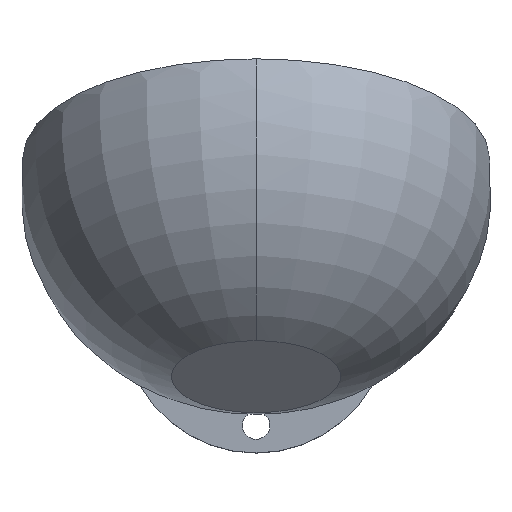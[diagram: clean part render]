
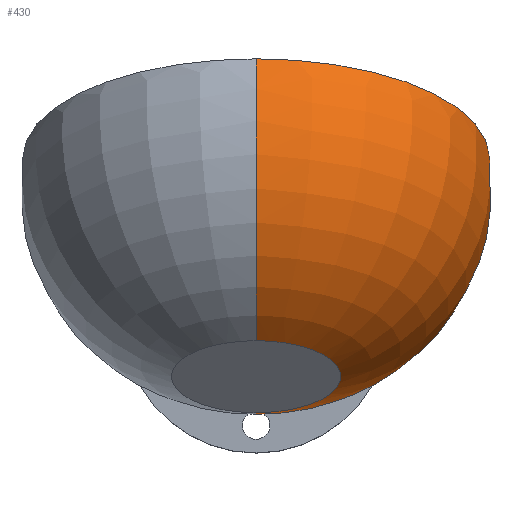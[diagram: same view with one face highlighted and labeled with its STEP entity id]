
A CAD part, top view. The second image highlights one B-rep face of the part: STEP entity #430.
In plain terms, the highlighted toroidal (fillet/blend) face has major radius 4.275 mm and minor radius 51.367 mm.
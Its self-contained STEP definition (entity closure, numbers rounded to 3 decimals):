
#6 = FACE_OUTER_BOUND ( 'NONE', #245, .T. ) ;
#22 = DIRECTION ( 'NONE',  ( 0., 0., -1. ) ) ;
#29 = DIRECTION ( 'NONE',  ( 0., 0.906, -0.423 ) ) ;
#60 = CARTESIAN_POINT ( 'NONE',  ( 11.18, 10., 350.687 ) ) ;
#76 = CARTESIAN_POINT ( 'NONE',  ( 0., 37.47, 397.91 ) ) ;
#79 = CARTESIAN_POINT ( 'NONE',  ( 15.03, -0.048, 357.122 ) ) ;
#85 = CARTESIAN_POINT ( 'NONE',  ( 10.084, -1., 356.337 ) ) ;
#88 = CARTESIAN_POINT ( 'NONE',  ( 14.767, 2.804, 355.176 ) ) ;
#112 = CARTESIAN_POINT ( 'NONE',  ( 14.967, -1., 357.802 ) ) ;
#132 = EDGE_CURVE ( 'NONE', #737, #361, #702, .T. ) ;
#148 = CARTESIAN_POINT ( 'NONE',  ( 12.503, 8.349, 351.667 ) ) ;
#154 = CARTESIAN_POINT ( 'NONE',  ( 5.095, -1., 355.497 ) ) ;
#171 = ORIENTED_EDGE ( 'NONE', *, *, #568, .F. ) ;
#184 = B_SPLINE_CURVE_WITH_KNOTS ( 'NONE', 3,
 ( #411, #340, #154, #85, #691, #286 ),
 .UNSPECIFIED., .F., .F.,
 ( 4, 2, 4 ),
 ( 0.076, 0.084, 0.091 ),
 .UNSPECIFIED. ) ;
#195 = B_SPLINE_CURVE_WITH_KNOTS ( 'NONE', 3,
 ( #754, #79, #332, #88, #554, #818, #349, #337, #405, #148, #634, #482 ),
 .UNSPECIFIED., .F., .F.,
 ( 4, 2, 2, 2, 2, 4 ),
 ( 0., 0.003, 0.007, 0.009, 0.01, 0.014 ),
 .UNSPECIFIED. ) ;
#202 = DIRECTION ( 'NONE',  ( 0., 0.423, 0.906 ) ) ;
#208 = ORIENTED_EDGE ( 'NONE', *, *, #749, .T. ) ;
#225 = ORIENTED_EDGE ( 'NONE', *, *, #740, .T. ) ;
#239 = B_SPLINE_CURVE_WITH_KNOTS ( 'NONE', 3,
 ( #60, #604, #541, #794 ),
 .UNSPECIFIED., .F., .F.,
 ( 4, 4 ),
 ( 0.041, 0.052 ),
 .UNSPECIFIED. ) ;
#245 = EDGE_LOOP ( 'NONE', ( #797, #208, #225, #343, #258, #318, #646, #171 ) ) ;
#247 = CARTESIAN_POINT ( 'NONE',  ( 0., 10., 349.47 ) ) ;
#258 = ORIENTED_EDGE ( 'NONE', *, *, #348, .T. ) ;
#275 = CIRCLE ( 'NONE', #774, 20. ) ;
#286 = CARTESIAN_POINT ( 'NONE',  ( 14.967, -1., 357.802 ) ) ;
#289 = CARTESIAN_POINT ( 'NONE',  ( 0., -22.642, 403.873 ) ) ;
#291 = VERTEX_POINT ( 'NONE', #792 ) ;
#294 = DIRECTION ( 'NONE',  ( 1., 0., 0. ) ) ;
#295 = CARTESIAN_POINT ( 'NONE',  ( 0., 31.937, 405.208 ) ) ;
#312 = CARTESIAN_POINT ( 'NONE',  ( 0., -5.737, 440.125 ) ) ;
#318 = ORIENTED_EDGE ( 'NONE', *, *, #483, .T. ) ;
#332 = CARTESIAN_POINT ( 'NONE',  ( 15.003, 0.903, 356.461 ) ) ;
#337 = CARTESIAN_POINT ( 'NONE',  ( 13.495, 6.568, 352.762 ) ) ;
#340 = CARTESIAN_POINT ( 'NONE',  ( 2.566, -1., 355.283 ) ) ;
#343 = ORIENTED_EDGE ( 'NONE', *, *, #404, .T. ) ;
#345 = DIRECTION ( 'NONE',  ( 0., 0.906, -0.423 ) ) ;
#348 = EDGE_CURVE ( 'NONE', #291, #882, #239, .T. ) ;
#349 = CARTESIAN_POINT ( 'NONE',  ( 13.907, 5.645, 353.341 ) ) ;
#361 = VERTEX_POINT ( 'NONE', #467 ) ;
#362 = DIRECTION ( 'NONE',  ( -1., 0., 0. ) ) ;
#364 = VERTEX_POINT ( 'NONE', #289 ) ;
#365 = DIRECTION ( 'NONE',  ( 0., 0., 1. ) ) ;
#404 = EDGE_CURVE ( 'NONE', #670, #291, #195, .T. ) ;
#405 = CARTESIAN_POINT ( 'NONE',  ( 13.266, 7.02, 352.482 ) ) ;
#411 = CARTESIAN_POINT ( 'NONE',  ( 0., -1., 355.283 ) ) ;
#430 = ADVANCED_FACE ( 'NONE', ( #6 ), #501, .T. ) ;
#467 = CARTESIAN_POINT ( 'NONE',  ( 0., 14.226, 348.063 ) ) ;
#468 = AXIS2_PLACEMENT_3D ( 'NONE', #838, #294, #22 ) ;
#476 = DIRECTION ( 'NONE',  ( 1., 0., 0. ) ) ;
#482 = CARTESIAN_POINT ( 'NONE',  ( 11.18, 10., 350.687 ) ) ;
#483 = EDGE_CURVE ( 'NONE', #882, #361, #533, .T. ) ;
#501 = TOROIDAL_SURFACE ( 'NONE', #603, 4.275, 51.367 ) ;
#506 = CARTESIAN_POINT ( 'NONE',  ( 0., -14.189, 421.999 ) ) ;
#533 = CIRCLE ( 'NONE', #468, 51.367 ) ;
#540 = AXIS2_PLACEMENT_3D ( 'NONE', #756, #476, #750 ) ;
#541 = CARTESIAN_POINT ( 'NONE',  ( 3.797, 10., 349.47 ) ) ;
#554 = CARTESIAN_POINT ( 'NONE',  ( 14.557, 3.753, 354.552 ) ) ;
#561 = CIRCLE ( 'NONE', #637, 51.367 ) ;
#563 = CARTESIAN_POINT ( 'NONE',  ( 0., 30.13, 401.333 ) ) ;
#568 = EDGE_CURVE ( 'NONE', #626, #737, #561, .T. ) ;
#579 = EDGE_CURVE ( 'NONE', #626, #364, #275, .T. ) ;
#580 = DIRECTION ( 'NONE',  ( 0., 0.423, 0.906 ) ) ;
#603 = AXIS2_PLACEMENT_3D ( 'NONE', #563, #345, #828 ) ;
#604 = CARTESIAN_POINT ( 'NONE',  ( 7.523, 10., 349.881 ) ) ;
#605 = AXIS2_PLACEMENT_3D ( 'NONE', #76, #804, #202 ) ;
#626 = VERTEX_POINT ( 'NONE', #312 ) ;
#634 = CARTESIAN_POINT ( 'NONE',  ( 11.898, 9.198, 351.159 ) ) ;
#637 = AXIS2_PLACEMENT_3D ( 'NONE', #295, #362, #365 ) ;
#646 = ORIENTED_EDGE ( 'NONE', *, *, #132, .F. ) ;
#659 = CARTESIAN_POINT ( 'NONE',  ( 0., -1., 355.283 ) ) ;
#670 = VERTEX_POINT ( 'NONE', #112 ) ;
#691 = CARTESIAN_POINT ( 'NONE',  ( 12.544, -1., 356.962 ) ) ;
#702 = CIRCLE ( 'NONE', #605, 55. ) ;
#737 = VERTEX_POINT ( 'NONE', #766 ) ;
#740 = EDGE_CURVE ( 'NONE', #815, #670, #184, .T. ) ;
#749 = EDGE_CURVE ( 'NONE', #364, #815, #753, .T. ) ;
#750 = DIRECTION ( 'NONE',  ( 0., 0., -1. ) ) ;
#753 = CIRCLE ( 'NONE', #540, 51.367 ) ;
#754 = CARTESIAN_POINT ( 'NONE',  ( 14.967, -1., 357.802 ) ) ;
#756 = CARTESIAN_POINT ( 'NONE',  ( 0., 28.323, 397.458 ) ) ;
#766 = CARTESIAN_POINT ( 'NONE',  ( 0., 60.714, 447.757 ) ) ;
#774 = AXIS2_PLACEMENT_3D ( 'NONE', #506, #29, #580 ) ;
#792 = CARTESIAN_POINT ( 'NONE',  ( 11.18, 10., 350.687 ) ) ;
#794 = CARTESIAN_POINT ( 'NONE',  ( 0., 10., 349.47 ) ) ;
#797 = ORIENTED_EDGE ( 'NONE', *, *, #579, .T. ) ;
#804 = DIRECTION ( 'NONE',  ( 0., 0.906, -0.423 ) ) ;
#815 = VERTEX_POINT ( 'NONE', #659 ) ;
#818 = CARTESIAN_POINT ( 'NONE',  ( 14.089, 5.172, 353.641 ) ) ;
#828 = DIRECTION ( 'NONE',  ( 0., 0.423, 0.906 ) ) ;
#838 = CARTESIAN_POINT ( 'NONE',  ( 0., 28.323, 397.458 ) ) ;
#882 = VERTEX_POINT ( 'NONE', #247 ) ;
